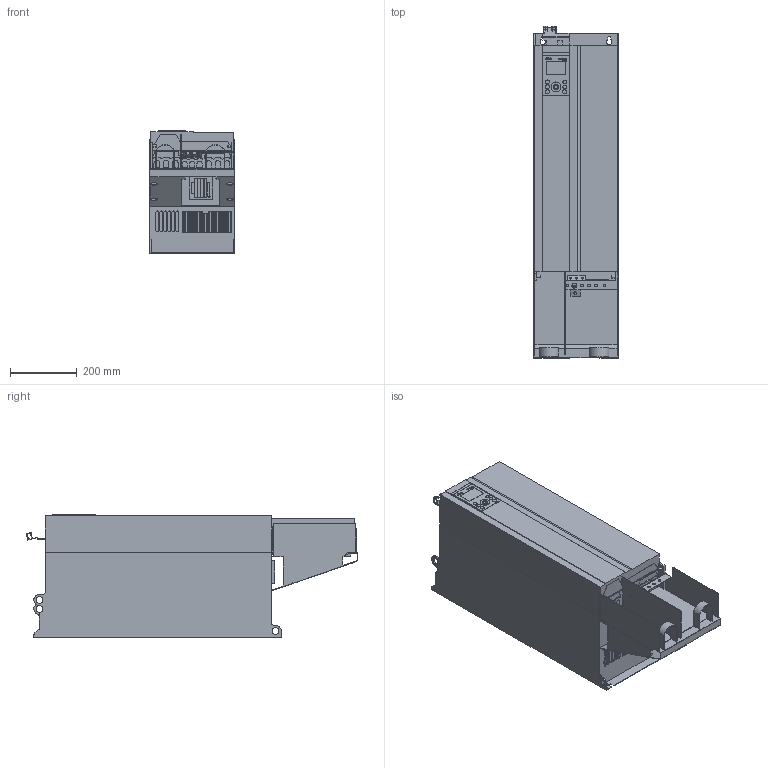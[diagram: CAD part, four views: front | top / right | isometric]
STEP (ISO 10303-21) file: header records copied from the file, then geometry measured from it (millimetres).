
FILE_DESCRIPTION((''),'2;1');
FILE_NAME('MCAD-FA08-IP20','2024-04-10T14:59:40',('U388355'),('Danfoss Drives'),'CREO PARAMETRIC BY PTC INC, 2022124','CREO PARAMETRIC BY PTC INC, 2022124','');
FILE_SCHEMA(('CONFIG_CONTROL_DESIGN','GEOMETRIC_VALIDATION_PROPERTIES_MIM'));
Length unit declared in the file: millimetre
Products named in the file (1): MCAD-FA08-IP20
Bounding box: 255 x 997.37 x 368 mm (x, y, z)
Volume: 63416971.8 mm3; surface area: 1557763.1 mm2
Topology: 2 solids, 2 shells, 1114 faces, 3302 edges, 2274 vertices
Faces by surface type: plane 601, cylinder 451, extrusion 62
Entity records: 47835 total; most frequent: CARTESIAN_POINT 7458, ORIENTED_EDGE 6604, DIRECTION 6449, EDGE_CURVE 3302, VERTEX_POINT 2274, AXIS2_PLACEMENT_3D 2187, VECTOR 2075, LINE 2013
